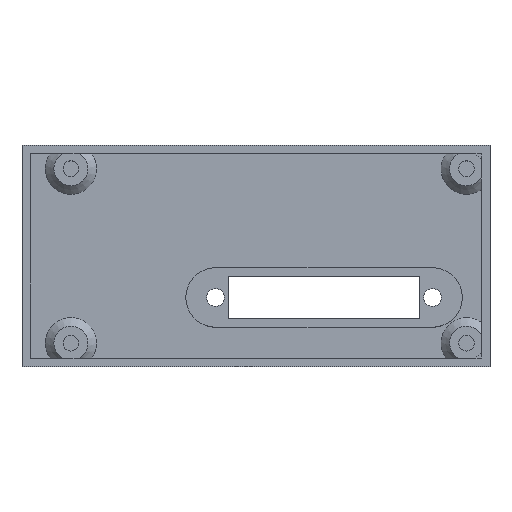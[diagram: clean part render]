
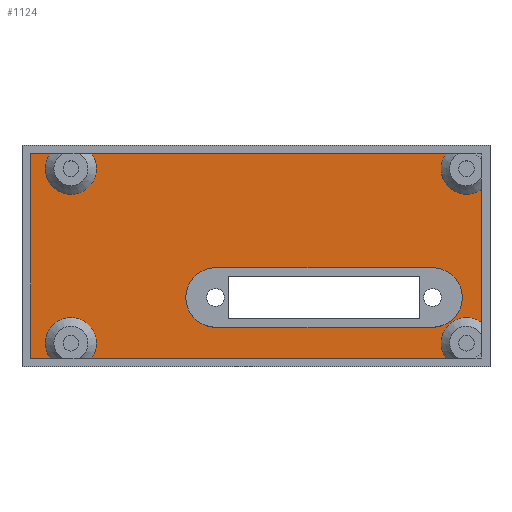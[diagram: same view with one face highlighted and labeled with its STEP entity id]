
A CAD part, top view. The second image highlights one B-rep face of the part: STEP entity #1124.
In plain terms, the highlighted planar face has unit normal (0, 0, 1).
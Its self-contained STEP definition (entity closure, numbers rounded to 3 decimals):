
#30=FACE_BOUND('',#372,.T.);
#73=LINE('',#1687,#183);
#78=LINE('',#1701,#188);
#83=LINE('',#1726,#193);
#87=LINE('',#1738,#197);
#88=LINE('',#1742,#198);
#89=LINE('',#1746,#199);
#90=LINE('',#1748,#200);
#91=LINE('',#1750,#201);
#183=VECTOR('',#1351,10.);
#188=VECTOR('',#1364,10.);
#193=VECTOR('',#1385,10.);
#197=VECTOR('',#1391,10.);
#198=VECTOR('',#1394,10.);
#199=VECTOR('',#1397,10.);
#200=VECTOR('',#1398,10.);
#201=VECTOR('',#1399,10.);
#298=FACE_OUTER_BOUND('',#371,.T.);
#371=EDGE_LOOP('',(#799,#800,#801,#802,#803,#804,#805,#806,#807,#808));
#372=EDGE_LOOP('',(#809,#810,#811,#812));
#447=CIRCLE('',#1211,7.);
#449=CIRCLE('',#1215,7.);
#451=CIRCLE('',#1219,6.);
#453=CIRCLE('',#1223,6.);
#454=CIRCLE('',#1224,6.);
#455=CIRCLE('',#1225,6.);
#497=VERTEX_POINT('',#1685);
#498=VERTEX_POINT('',#1686);
#501=VERTEX_POINT('',#1694);
#503=VERTEX_POINT('',#1700);
#505=VERTEX_POINT('',#1712);
#507=VERTEX_POINT('',#1717);
#509=VERTEX_POINT('',#1725);
#513=VERTEX_POINT('',#1737);
#514=VERTEX_POINT('',#1739);
#515=VERTEX_POINT('',#1741);
#516=VERTEX_POINT('',#1743);
#517=VERTEX_POINT('',#1745);
#518=VERTEX_POINT('',#1747);
#519=VERTEX_POINT('',#1749);
#601=EDGE_CURVE('',#497,#498,#73,.T.);
#605=EDGE_CURVE('',#498,#501,#447,.T.);
#608=EDGE_CURVE('',#501,#503,#78,.T.);
#611=EDGE_CURVE('',#503,#497,#449,.T.);
#616=EDGE_CURVE('',#505,#507,#451,.T.);
#619=EDGE_CURVE('',#507,#509,#83,.F.);
#624=EDGE_CURVE('',#513,#505,#87,.F.);
#625=EDGE_CURVE('',#514,#513,#453,.T.);
#626=EDGE_CURVE('',#515,#514,#88,.F.);
#627=EDGE_CURVE('',#516,#515,#454,.T.);
#628=EDGE_CURVE('',#517,#516,#89,.F.);
#629=EDGE_CURVE('',#518,#517,#90,.F.);
#630=EDGE_CURVE('',#519,#518,#91,.F.);
#631=EDGE_CURVE('',#509,#519,#455,.T.);
#799=ORIENTED_EDGE('',*,*,#616,.F.);
#800=ORIENTED_EDGE('',*,*,#624,.F.);
#801=ORIENTED_EDGE('',*,*,#625,.F.);
#802=ORIENTED_EDGE('',*,*,#626,.F.);
#803=ORIENTED_EDGE('',*,*,#627,.F.);
#804=ORIENTED_EDGE('',*,*,#628,.F.);
#805=ORIENTED_EDGE('',*,*,#629,.F.);
#806=ORIENTED_EDGE('',*,*,#630,.F.);
#807=ORIENTED_EDGE('',*,*,#631,.F.);
#808=ORIENTED_EDGE('',*,*,#619,.F.);
#809=ORIENTED_EDGE('',*,*,#601,.T.);
#810=ORIENTED_EDGE('',*,*,#605,.T.);
#811=ORIENTED_EDGE('',*,*,#608,.T.);
#812=ORIENTED_EDGE('',*,*,#611,.T.);
#1073=PLANE('',#1222);
#1124=ADVANCED_FACE('',(#298,#30),#1073,.F.);
#1211=AXIS2_PLACEMENT_3D('',#1695,#1357,#1358);
#1215=AXIS2_PLACEMENT_3D('',#1706,#1369,#1370);
#1219=AXIS2_PLACEMENT_3D('',#1718,#1379,#1380);
#1222=AXIS2_PLACEMENT_3D('',#1736,#1389,#1390);
#1223=AXIS2_PLACEMENT_3D('',#1740,#1392,#1393);
#1224=AXIS2_PLACEMENT_3D('',#1744,#1395,#1396);
#1225=AXIS2_PLACEMENT_3D('',#1751,#1400,#1401);
#1351=DIRECTION('',(1.,0.,0.));
#1357=DIRECTION('center_axis',(0.,0.,
-1.));
#1358=DIRECTION('ref_axis',(0.,-1.,0.));
#1364=DIRECTION('',(-1.,0.,0.));
#1369=DIRECTION('center_axis',(0.,0.,
-1.));
#1370=DIRECTION('ref_axis',(0.,1.,0.));
#1379=DIRECTION('center_axis',(0.,0.,
1.));
#1380=DIRECTION('ref_axis',(-1.,0.,0.));
#1385=DIRECTION('',(1.,0.,0.));
#1389=DIRECTION('center_axis',(0.,0.,
-1.));
#1390=DIRECTION('ref_axis',(-1.,0.,0.));
#1391=DIRECTION('',(0.,1.,0.));
#1392=DIRECTION('center_axis',(0.,0.,
1.));
#1393=DIRECTION('ref_axis',(-1.,0.,0.));
#1394=DIRECTION('',(-1.,0.,0.));
#1395=DIRECTION('center_axis',(0.,0.,
1.));
#1396=DIRECTION('ref_axis',(-1.,0.,0.));
#1397=DIRECTION('',(-1.,0.,0.));
#1398=DIRECTION('',(0.,-1.,0.));
#1399=DIRECTION('',(1.,0.,0.));
#1400=DIRECTION('center_axis',(0.,0.,
1.));
#1401=DIRECTION('ref_axis',(-1.,0.,0.));
#1685=CARTESIAN_POINT('',(-9.5,-2.75,-86.859));
#1686=CARTESIAN_POINT('',(41.5,-2.75,-86.859));
#1687=CARTESIAN_POINT('',(20.75,-2.75,-86.859));
#1694=CARTESIAN_POINT('',(41.5,-16.75,-86.859));
#1695=CARTESIAN_POINT('Origin',(41.5,-9.75,-86.859));
#1700=CARTESIAN_POINT('',(-9.5,-16.75,-86.859));
#1701=CARTESIAN_POINT('',(-4.75,-16.75,-86.859));
#1706=CARTESIAN_POINT('Origin',(-9.5,-9.75,-86.859));
#1712=CARTESIAN_POINT('',(53.,-15.627,-86.859));
#1717=CARTESIAN_POINT('',(44.627,-24.,-86.859));
#1718=CARTESIAN_POINT('Origin',(49.5,-20.5,-86.859));
#1725=CARTESIAN_POINT('',(-38.627,-24.,-86.859));
#1726=CARTESIAN_POINT('',(27.5,-24.,-86.859));
#1736=CARTESIAN_POINT('Origin',(0.,0.,
-86.859));
#1737=CARTESIAN_POINT('',(53.,15.627,-86.859));
#1738=CARTESIAN_POINT('',(53.,13.,-86.859));
#1739=CARTESIAN_POINT('',(44.627,24.,-86.859));
#1740=CARTESIAN_POINT('Origin',(49.5,20.5,-86.859));
#1741=CARTESIAN_POINT('',(-38.627,24.,-86.859));
#1742=CARTESIAN_POINT('',(-27.5,24.,-86.859));
#1743=CARTESIAN_POINT('',(-48.373,24.,-86.859));
#1744=CARTESIAN_POINT('Origin',(-43.5,20.5,-86.859));
#1745=CARTESIAN_POINT('',(-53.,24.,-86.859));
#1746=CARTESIAN_POINT('',(-27.5,24.,-86.859));
#1747=CARTESIAN_POINT('',(-53.,-24.,-86.859));
#1748=CARTESIAN_POINT('',(-53.,-13.,-86.859));
#1749=CARTESIAN_POINT('',(-48.373,-24.,-86.859));
#1750=CARTESIAN_POINT('',(27.5,-24.,-86.859));
#1751=CARTESIAN_POINT('Origin',(-43.5,-20.5,-86.859));
